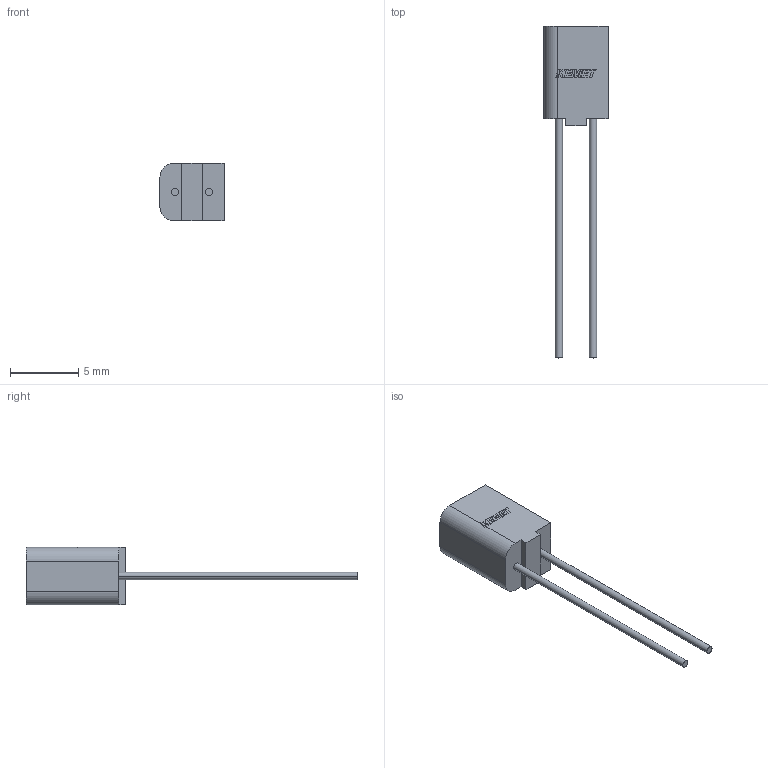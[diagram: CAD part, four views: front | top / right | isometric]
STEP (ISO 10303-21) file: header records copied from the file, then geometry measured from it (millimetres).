
FILE_DESCRIPTION (( 'STEP AP214' ), '1' );
FILE_NAME ('CTR_T340A_W4.7H7.3T4.2S2.5LL17F0.53G0.51.STEP', '2018-04-17T17:45:08', ( '' ), ( '' ), 'SwSTEP 2.0', 'SolidWorks 2014', '' );
FILE_SCHEMA (( 'AUTOMOTIVE_DESIGN' ));
Length unit declared in the file: millimetre
Products named in the file (1): CTR_T340A_W4.7H7.3T4.2S2.5LL17F0.53G0.51
Bounding box: 4.7 x 24.3 x 4.21 mm (x, y, z)
Volume: 142.1 mm3; surface area: 219.9 mm2
Topology: 4 solids, 4 shells, 75 faces, 195 edges, 130 vertices
Faces by surface type: plane 69, cylinder 6
Entity records: 3147 total; most frequent: CARTESIAN_POINT 401, ORIENTED_EDGE 390, DIRECTION 359, EDGE_CURVE 195, VECTOR 183, LINE 183, VERTEX_POINT 130, AXIS2_PLACEMENT_3D 88
